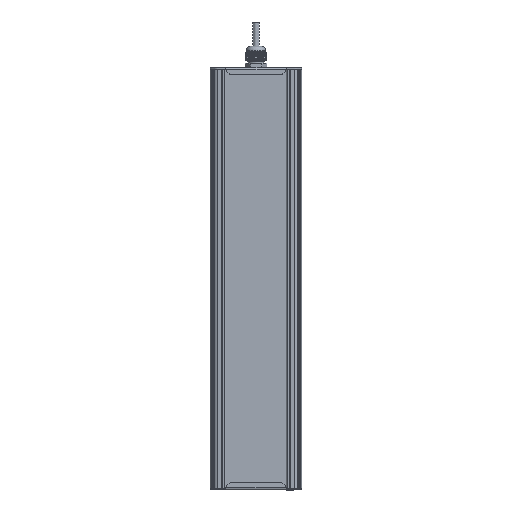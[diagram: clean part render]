
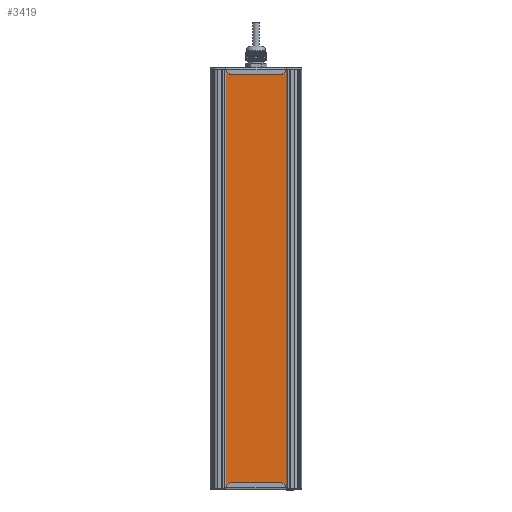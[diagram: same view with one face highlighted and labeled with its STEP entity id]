
A CAD part, front view. The second image highlights one B-rep face of the part: STEP entity #3419.
In plain terms, the highlighted face is planar.
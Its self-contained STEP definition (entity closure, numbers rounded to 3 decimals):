
#3419=ADVANCED_FACE('',(#14895),#14897,.T.);
#14895=FACE_BOUND('',#14896,.T.);
#14896=EDGE_LOOP('',(#43023,#43024,#43025,#43026));
#14897=PLANE('',#14898);
#14898=AXIS2_PLACEMENT_3D('',#14899,#14900,#14901);
#14899=CARTESIAN_POINT('',(120.465,593.492,117.308));
#14900=DIRECTION('',(0.,0.,-1.));
#14901=DIRECTION('',(0.,1.,0.));
#43023=ORIENTED_EDGE('',*,*,#50323,.T.);
#43024=ORIENTED_EDGE('',*,*,#50325,.F.);
#43025=ORIENTED_EDGE('',*,*,#50326,.F.);
#43026=ORIENTED_EDGE('',*,*,#50327,.T.);
#50323=EDGE_CURVE('',#56308,#56306,#56309,.T.);
#50325=EDGE_CURVE('',#56311,#56306,#56312,.T.);
#50326=EDGE_CURVE('',#56313,#56311,#56314,.T.);
#50327=EDGE_CURVE('',#56313,#56308,#56315,.T.);
#56306=VERTEX_POINT('',#75706);
#56308=VERTEX_POINT('',#75710);
#56309=LINE('',#75711,#75712);
#56311=VERTEX_POINT('',#75717);
#56312=LINE('',#75718,#75719);
#56313=VERTEX_POINT('',#75721);
#56314=LINE('',#75722,#75723);
#56315=LINE('',#75725,#75726);
#75706=CARTESIAN_POINT('',(526.465,679.838,117.308));
#75710=CARTESIAN_POINT('',(10.465,679.838,117.308));
#75711=CARTESIAN_POINT('',(10.465,679.838,117.308));
#75712=VECTOR('',#75713,1.);
#75713=DIRECTION('',(1.,0.,0.));
#75717=CARTESIAN_POINT('',(526.465,593.492,117.308));
#75718=CARTESIAN_POINT('',(526.465,593.492,117.308));
#75719=VECTOR('',#75720,1.);
#75720=DIRECTION('',(0.,1.,0.));
#75721=CARTESIAN_POINT('',(10.465,593.492,117.308));
#75722=CARTESIAN_POINT('',(10.465,593.492,117.308));
#75723=VECTOR('',#75724,1.);
#75724=DIRECTION('',(1.,0.,0.));
#75725=CARTESIAN_POINT('',(10.465,593.492,117.308));
#75726=VECTOR('',#75727,1.);
#75727=DIRECTION('',(0.,1.,0.));
